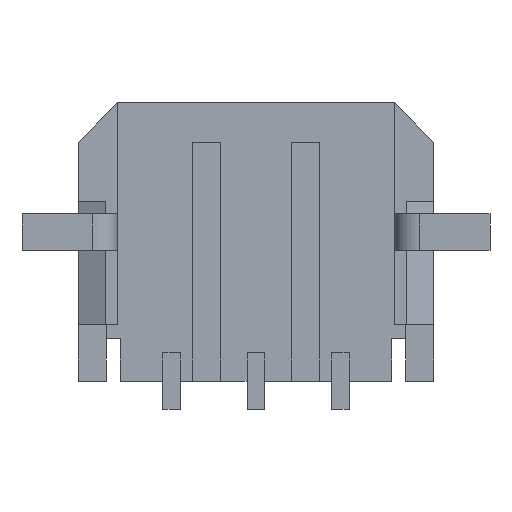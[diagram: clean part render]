
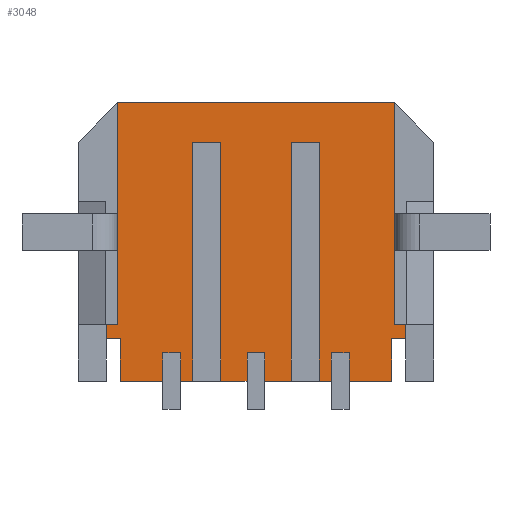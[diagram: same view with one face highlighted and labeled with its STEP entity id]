
A CAD part, front view. The second image highlights one B-rep face of the part: STEP entity #3048.
In plain terms, the highlighted planar face has unit normal (0, -1, 0).
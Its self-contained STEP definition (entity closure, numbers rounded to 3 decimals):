
#221=DIRECTION('',(0.,0.,1.));
#222=VECTOR('',#221,7.9);
#223=CARTESIAN_POINT('',(4.925,-1.935,-2.95));
#224=LINE('',#223,#222);
#521=DIRECTION('',(0.,0.,-1.));
#522=VECTOR('',#521,0.5);
#523=CARTESIAN_POINT('',(5.325,-1.935,-2.95));
#524=LINE('',#523,#522);
#525=DIRECTION('',(0.,0.,1.));
#526=VECTOR('',#525,1.);
#527=CARTESIAN_POINT('',(3.32,-1.935,-4.95));
#528=LINE('',#527,#526);
#529=DIRECTION('',(1.,0.,0.));
#530=VECTOR('',#529,0.64);
#531=CARTESIAN_POINT('',(2.68,-1.935,-3.95));
#532=LINE('',#531,#530);
#533=DIRECTION('',(0.,0.,1.));
#534=VECTOR('',#533,1.);
#535=CARTESIAN_POINT('',(2.68,-1.935,-4.95));
#536=LINE('',#535,#534);
#537=DIRECTION('',(0.,0.,1.));
#538=VECTOR('',#537,8.5);
#539=CARTESIAN_POINT('',(2.25,-1.935,-4.95));
#540=LINE('',#539,#538);
#541=DIRECTION('',(-1.,0.,0.));
#542=VECTOR('',#541,1.);
#543=CARTESIAN_POINT('',(2.25,-1.935,3.55));
#544=LINE('',#543,#542);
#545=DIRECTION('',(0.,0.,1.));
#546=VECTOR('',#545,8.5);
#547=CARTESIAN_POINT('',(1.25,-1.935,-4.95));
#548=LINE('',#547,#546);
#549=DIRECTION('',(0.,0.,1.));
#550=VECTOR('',#549,1.);
#551=CARTESIAN_POINT('',(0.32,-1.935,-4.95));
#552=LINE('',#551,#550);
#553=DIRECTION('',(1.,0.,0.));
#554=VECTOR('',#553,0.64);
#555=CARTESIAN_POINT('',(-0.32,-1.935,-3.95));
#556=LINE('',#555,#554);
#557=DIRECTION('',(0.,0.,1.));
#558=VECTOR('',#557,1.);
#559=CARTESIAN_POINT('',(-0.32,-1.935,-4.95));
#560=LINE('',#559,#558);
#561=DIRECTION('',(0.,0.,1.));
#562=VECTOR('',#561,8.5);
#563=CARTESIAN_POINT('',(-1.25,-1.935,-4.95));
#564=LINE('',#563,#562);
#565=DIRECTION('',(-1.,0.,0.));
#566=VECTOR('',#565,1.);
#567=CARTESIAN_POINT('',(-1.25,-1.935,3.55));
#568=LINE('',#567,#566);
#569=DIRECTION('',(0.,0.,1.));
#570=VECTOR('',#569,8.5);
#571=CARTESIAN_POINT('',(-2.25,-1.935,-4.95));
#572=LINE('',#571,#570);
#573=DIRECTION('',(0.,0.,1.));
#574=VECTOR('',#573,1.);
#575=CARTESIAN_POINT('',(-2.68,-1.935,-4.95));
#576=LINE('',#575,#574);
#577=DIRECTION('',(1.,0.,0.));
#578=VECTOR('',#577,0.64);
#579=CARTESIAN_POINT('',(-3.32,-1.935,-3.95));
#580=LINE('',#579,#578);
#581=DIRECTION('',(0.,0.,1.));
#582=VECTOR('',#581,1.);
#583=CARTESIAN_POINT('',(-3.32,-1.935,-4.95));
#584=LINE('',#583,#582);
#585=DIRECTION('',(-1.,0.,0.));
#586=VECTOR('',#585,0.4);
#587=CARTESIAN_POINT('',(-4.925,-1.935,-2.95));
#588=LINE('',#587,#586);
#589=DIRECTION('',(1.,0.,0.));
#590=VECTOR('',#589,9.85);
#591=CARTESIAN_POINT('',(-4.925,-1.935,4.95));
#592=LINE('',#591,#590);
#593=DIRECTION('',(1.,0.,0.));
#594=VECTOR('',#593,0.4);
#595=CARTESIAN_POINT('',(4.925,-1.935,-2.95));
#596=LINE('',#595,#594);
#597=DIRECTION('',(1.,0.,0.));
#598=VECTOR('',#597,0.5);
#599=CARTESIAN_POINT('',(4.825,-1.935,-3.45));
#600=LINE('',#599,#598);
#779=DIRECTION('',(-1.,0.,0.));
#780=VECTOR('',#779,1.505);
#781=CARTESIAN_POINT('',(4.825,-1.935,-4.95));
#782=LINE('',#781,#780);
#803=DIRECTION('',(-1.,0.,0.));
#804=VECTOR('',#803,1.505);
#805=CARTESIAN_POINT('',(-3.32,-1.935,-4.95));
#806=LINE('',#805,#804);
#811=DIRECTION('',(-1.,0.,0.));
#812=VECTOR('',#811,0.43);
#813=CARTESIAN_POINT('',(-2.25,-1.935,-4.95));
#814=LINE('',#813,#812);
#819=DIRECTION('',(-1.,0.,0.));
#820=VECTOR('',#819,0.93);
#821=CARTESIAN_POINT('',(-0.32,-1.935,-4.95));
#822=LINE('',#821,#820);
#839=DIRECTION('',(-1.,0.,0.));
#840=VECTOR('',#839,0.93);
#841=CARTESIAN_POINT('',(1.25,-1.935,-4.95));
#842=LINE('',#841,#840);
#847=DIRECTION('',(-1.,0.,0.));
#848=VECTOR('',#847,0.43);
#849=CARTESIAN_POINT('',(2.68,-1.935,-4.95));
#850=LINE('',#849,#848);
#1155=DIRECTION('',(0.,0.,-1.));
#1156=VECTOR('',#1155,0.5);
#1157=CARTESIAN_POINT('',(-5.325,-1.935,-2.95));
#1158=LINE('',#1157,#1156);
#1175=DIRECTION('',(1.,0.,0.));
#1176=VECTOR('',#1175,0.5);
#1177=CARTESIAN_POINT('',(-5.325,-1.935,-3.45));
#1178=LINE('',#1177,#1176);
#1183=DIRECTION('',(0.,0.,-1.));
#1184=VECTOR('',#1183,1.5);
#1185=CARTESIAN_POINT('',(-4.825,-1.935,-3.45));
#1186=LINE('',#1185,#1184);
#1263=DIRECTION('',(0.,0.,1.));
#1264=VECTOR('',#1263,1.5);
#1265=CARTESIAN_POINT('',(4.825,-1.935,-4.95));
#1266=LINE('',#1265,#1264);
#1467=DIRECTION('',(0.,0.,-1.));
#1468=VECTOR('',#1467,7.9);
#1469=CARTESIAN_POINT('',(-4.925,-1.935,4.95));
#1470=LINE('',#1469,#1468);
#1991=CARTESIAN_POINT('',(3.32,-1.935,-4.95));
#1992=VERTEX_POINT('',#1991);
#1993=CARTESIAN_POINT('',(2.68,-1.935,-4.95));
#1994=VERTEX_POINT('',#1993);
#2075=CARTESIAN_POINT('',(4.825,-1.935,-4.95));
#2076=CARTESIAN_POINT('',(4.825,-1.935,-3.45));
#2077=VERTEX_POINT('',#2075);
#2078=VERTEX_POINT('',#2076);
#2079=CARTESIAN_POINT('',(5.325,-1.935,-3.45));
#2080=VERTEX_POINT('',#2079);
#2081=CARTESIAN_POINT('',(-5.325,-1.935,-3.45));
#2082=CARTESIAN_POINT('',(-4.825,-1.935,-3.45));
#2083=VERTEX_POINT('',#2081);
#2084=VERTEX_POINT('',#2082);
#2085=CARTESIAN_POINT('',(-4.825,-1.935,-4.95));
#2086=VERTEX_POINT('',#2085);
#2091=CARTESIAN_POINT('',(2.68,-1.935,-3.95));
#2092=CARTESIAN_POINT('',(3.32,-1.935,-3.95));
#2093=VERTEX_POINT('',#2091);
#2094=VERTEX_POINT('',#2092);
#2095=CARTESIAN_POINT('',(-0.32,-1.935,-3.95));
#2096=CARTESIAN_POINT('',(0.32,-1.935,-3.95));
#2097=VERTEX_POINT('',#2095);
#2098=VERTEX_POINT('',#2096);
#2099=CARTESIAN_POINT('',(-3.32,-1.935,-3.95));
#2100=CARTESIAN_POINT('',(-2.68,-1.935,-3.95));
#2101=VERTEX_POINT('',#2099);
#2102=VERTEX_POINT('',#2100);
#2103=CARTESIAN_POINT('',(0.32,-1.935,-4.95));
#2104=VERTEX_POINT('',#2103);
#2105=CARTESIAN_POINT('',(-0.32,-1.935,-4.95));
#2106=VERTEX_POINT('',#2105);
#2107=CARTESIAN_POINT('',(-2.68,-1.935,-4.95));
#2108=VERTEX_POINT('',#2107);
#2109=CARTESIAN_POINT('',(-3.32,-1.935,-4.95));
#2110=VERTEX_POINT('',#2109);
#2147=CARTESIAN_POINT('',(-2.25,-1.935,-4.95));
#2148=CARTESIAN_POINT('',(-2.25,-1.935,3.55));
#2149=VERTEX_POINT('',#2147);
#2150=VERTEX_POINT('',#2148);
#2151=CARTESIAN_POINT('',(-1.25,-1.935,-4.95));
#2152=CARTESIAN_POINT('',(-1.25,-1.935,3.55));
#2153=VERTEX_POINT('',#2151);
#2154=VERTEX_POINT('',#2152);
#2163=CARTESIAN_POINT('',(1.25,-1.935,-4.95));
#2164=CARTESIAN_POINT('',(1.25,-1.935,3.55));
#2165=VERTEX_POINT('',#2163);
#2166=VERTEX_POINT('',#2164);
#2167=CARTESIAN_POINT('',(2.25,-1.935,-4.95));
#2168=CARTESIAN_POINT('',(2.25,-1.935,3.55));
#2169=VERTEX_POINT('',#2167);
#2170=VERTEX_POINT('',#2168);
#2175=CARTESIAN_POINT('',(4.925,-1.935,4.95));
#2177=VERTEX_POINT('',#2175);
#2179=CARTESIAN_POINT('',(-4.925,-1.935,4.95));
#2180=VERTEX_POINT('',#2179);
#2257=CARTESIAN_POINT('',(4.925,-1.935,-2.95));
#2258=VERTEX_POINT('',#2257);
#2261=CARTESIAN_POINT('',(5.325,-1.935,-2.95));
#2262=VERTEX_POINT('',#2261);
#2263=CARTESIAN_POINT('',(-4.925,-1.935,-2.95));
#2264=CARTESIAN_POINT('',(-5.325,-1.935,-2.95));
#2265=VERTEX_POINT('',#2263);
#2266=VERTEX_POINT('',#2264);
#2982=CARTESIAN_POINT('',(-6.325,-1.935,4.95));
#2983=DIRECTION('',(0.,-1.,0.));
#2984=DIRECTION('',(0.,0.,-1.));
#2985=AXIS2_PLACEMENT_3D('',#2982,#2983,#2984);
#2986=PLANE('',#2985);
#2987=ORIENTED_EDGE('',*,*,#2743,.T.);
#2989=ORIENTED_EDGE('',*,*,#2988,.F.);
#2991=ORIENTED_EDGE('',*,*,#2990,.F.);
#2993=ORIENTED_EDGE('',*,*,#2992,.T.);
#2995=ORIENTED_EDGE('',*,*,#2994,.T.);
#2997=ORIENTED_EDGE('',*,*,#2996,.F.);
#2999=ORIENTED_EDGE('',*,*,#2998,.F.);
#3001=ORIENTED_EDGE('',*,*,#3000,.T.);
#3003=ORIENTED_EDGE('',*,*,#3002,.T.);
#3005=ORIENTED_EDGE('',*,*,#3004,.T.);
#3007=ORIENTED_EDGE('',*,*,#3006,.F.);
#3009=ORIENTED_EDGE('',*,*,#3008,.T.);
#3011=ORIENTED_EDGE('',*,*,#3010,.T.);
#3013=ORIENTED_EDGE('',*,*,#3012,.F.);
#3015=ORIENTED_EDGE('',*,*,#3014,.F.);
#3017=ORIENTED_EDGE('',*,*,#3016,.T.);
#3019=ORIENTED_EDGE('',*,*,#3018,.T.);
#3021=ORIENTED_EDGE('',*,*,#3020,.T.);
#3023=ORIENTED_EDGE('',*,*,#3022,.F.);
#3025=ORIENTED_EDGE('',*,*,#3024,.T.);
#3027=ORIENTED_EDGE('',*,*,#3026,.T.);
#3029=ORIENTED_EDGE('',*,*,#3028,.F.);
#3031=ORIENTED_EDGE('',*,*,#3030,.F.);
#3033=ORIENTED_EDGE('',*,*,#3032,.T.);
#3035=ORIENTED_EDGE('',*,*,#3034,.F.);
#3037=ORIENTED_EDGE('',*,*,#3036,.F.);
#3039=ORIENTED_EDGE('',*,*,#3038,.F.);
#3040=ORIENTED_EDGE('',*,*,#2703,.F.);
#3042=ORIENTED_EDGE('',*,*,#3041,.F.);
#3043=ORIENTED_EDGE('',*,*,#2930,.T.);
#3044=ORIENTED_EDGE('',*,*,#2597,.F.);
#3045=ORIENTED_EDGE('',*,*,#2676,.T.);
#3046=EDGE_LOOP('',(#2987,#2989,#2991,#2993,#2995,#2997,#2999,#3001,#3003,#3005,
#3007,#3009,#3011,#3013,#3015,#3017,#3019,#3021,#3023,#3025,#3027,#3029,#3031,
#3033,#3035,#3037,#3039,#3040,#3042,#3043,#3044,#3045));
#3047=FACE_OUTER_BOUND('',#3046,.F.);
#3048=ADVANCED_FACE('',(#3047),#2986,.T.);
#2597=EDGE_CURVE('',#2258,#2177,#224,.T.);
#2676=EDGE_CURVE('',#2258,#2262,#596,.T.);
#2703=EDGE_CURVE('',#2265,#2266,#588,.T.);
#2743=EDGE_CURVE('',#2262,#2080,#524,.T.);
#2930=EDGE_CURVE('',#2180,#2177,#592,.T.);
#2988=EDGE_CURVE('',#2078,#2080,#600,.T.);
#2990=EDGE_CURVE('',#2077,#2078,#1266,.T.);
#2992=EDGE_CURVE('',#2077,#1992,#782,.T.);
#2994=EDGE_CURVE('',#1992,#2094,#528,.T.);
#2996=EDGE_CURVE('',#2093,#2094,#532,.T.);
#2998=EDGE_CURVE('',#1994,#2093,#536,.T.);
#3000=EDGE_CURVE('',#1994,#2169,#850,.T.);
#3002=EDGE_CURVE('',#2169,#2170,#540,.T.);
#3004=EDGE_CURVE('',#2170,#2166,#544,.T.);
#3006=EDGE_CURVE('',#2165,#2166,#548,.T.);
#3008=EDGE_CURVE('',#2165,#2104,#842,.T.);
#3010=EDGE_CURVE('',#2104,#2098,#552,.T.);
#3012=EDGE_CURVE('',#2097,#2098,#556,.T.);
#3014=EDGE_CURVE('',#2106,#2097,#560,.T.);
#3016=EDGE_CURVE('',#2106,#2153,#822,.T.);
#3018=EDGE_CURVE('',#2153,#2154,#564,.T.);
#3020=EDGE_CURVE('',#2154,#2150,#568,.T.);
#3022=EDGE_CURVE('',#2149,#2150,#572,.T.);
#3024=EDGE_CURVE('',#2149,#2108,#814,.T.);
#3026=EDGE_CURVE('',#2108,#2102,#576,.T.);
#3028=EDGE_CURVE('',#2101,#2102,#580,.T.);
#3030=EDGE_CURVE('',#2110,#2101,#584,.T.);
#3032=EDGE_CURVE('',#2110,#2086,#806,.T.);
#3034=EDGE_CURVE('',#2084,#2086,#1186,.T.);
#3036=EDGE_CURVE('',#2083,#2084,#1178,.T.);
#3038=EDGE_CURVE('',#2266,#2083,#1158,.T.);
#3041=EDGE_CURVE('',#2180,#2265,#1470,.T.);
